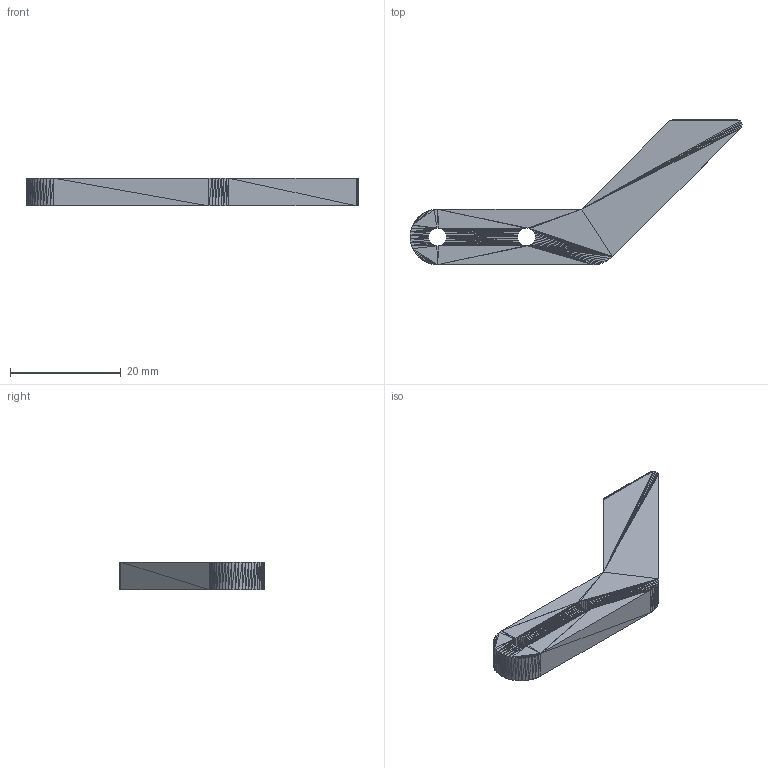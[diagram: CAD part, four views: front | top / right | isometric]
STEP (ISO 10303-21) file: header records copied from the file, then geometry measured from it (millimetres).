
FILE_DESCRIPTION((''),'2;1');
FILE_NAME('Finger (Print 2 pieces)', '2026-01-31T14:30:03', (''), (''), 'ImageToStl.com STEP Converter','', '');
FILE_SCHEMA(('AUTOMOTIVE_DESIGN_CC2'));
Length unit declared in the file: metre
Products named in the file (1): product0
Bounding box: 59.86 x 26.21 x 5 mm (x, y, z)
Surface area: 2018.6 mm2 (no closed solid volume)
Topology: 0 solids, 440 shells, 440 faces, 1320 edges, 218 vertices
Faces by surface type: plane 440
Entity records: 10144 total; most frequent: DIRECTION 2202, ORIENTED_EDGE 1320, EDGE_CURVE 1320, LINE 1320, VECTOR 1320, AXIS2_PLACEMENT_3D 441, FACE_SURFACE 440, PLANE 440
